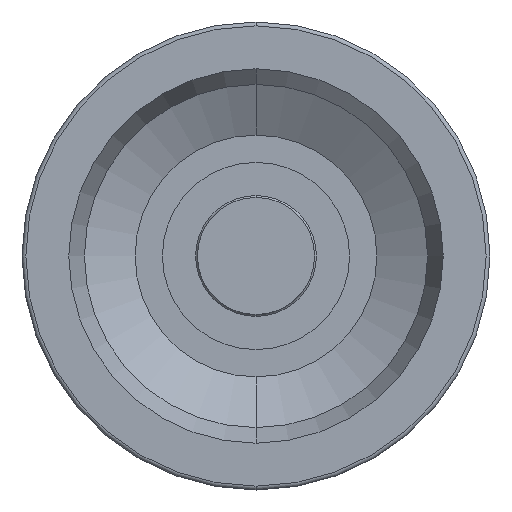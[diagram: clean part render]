
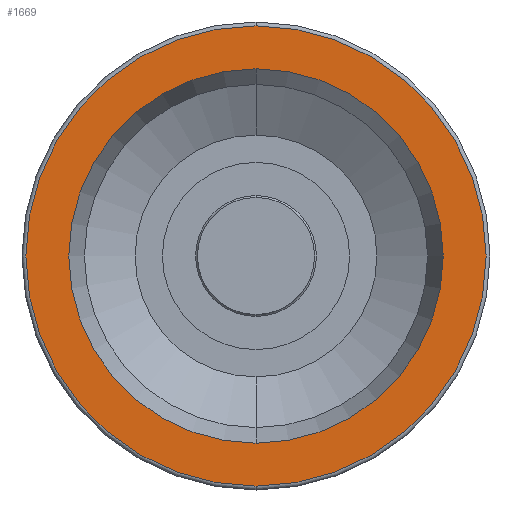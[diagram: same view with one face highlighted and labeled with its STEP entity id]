
A CAD part, front view. The second image highlights one B-rep face of the part: STEP entity #1669.
In plain terms, the highlighted planar face has unit normal (0, -1, 0).
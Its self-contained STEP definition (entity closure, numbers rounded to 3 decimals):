
#6 = FACE_BOUND ( 'NONE', #1674, .T. ) ;
#7 = FACE_OUTER_BOUND ( 'NONE', #1670, .T. ) ;
#8 = DIRECTION ( 'NONE',  ( 0., 0., -1. ) ) ;
#9 = DIRECTION ( 'NONE',  ( 0., -1., 0. ) ) ;
#10 = CARTESIAN_POINT ( 'NONE',  ( -30., 0., 0. ) ) ;
#11 = AXIS2_PLACEMENT_3D ( 'NONE', #10, #9, #8 ) ;
#16 = PLANE ( 'NONE',  #11 ) ;
#17 = CARTESIAN_POINT ( 'NONE',  ( 0., 0., 0. ) ) ;
#19 = DIRECTION ( 'NONE',  ( 0., 0., -1. ) ) ;
#20 = DIRECTION ( 'NONE',  ( 0., -1., 0. ) ) ;
#21 = AXIS2_PLACEMENT_3D ( 'NONE', #17, #20, #19 ) ;
#22 = CIRCLE ( 'NONE', #21, 29.5 ) ;
#107 = CARTESIAN_POINT ( 'NONE',  ( 0., 0., 29.5 ) ) ;
#693 = DIRECTION ( 'NONE',  ( 0., 0., 1. ) ) ;
#694 = DIRECTION ( 'NONE',  ( 0., 1., 0. ) ) ;
#695 = CARTESIAN_POINT ( 'NONE',  ( 0., 0., 0. ) ) ;
#696 = AXIS2_PLACEMENT_3D ( 'NONE', #695, #694, #693 ) ;
#697 = CIRCLE ( 'NONE', #696, 24. ) ;
#698 = CARTESIAN_POINT ( 'NONE',  ( 0., 0., -29.5 ) ) ;
#699 = DIRECTION ( 'NONE',  ( 0., 0., -1. ) ) ;
#700 = DIRECTION ( 'NONE',  ( 0., -1., 0. ) ) ;
#701 = CARTESIAN_POINT ( 'NONE',  ( 0., 0., 0. ) ) ;
#702 = AXIS2_PLACEMENT_3D ( 'NONE', #701, #700, #699 ) ;
#703 = CIRCLE ( 'NONE', #702, 29.5 ) ;
#736 = DIRECTION ( 'NONE',  ( 0., 0., 1. ) ) ;
#737 = DIRECTION ( 'NONE',  ( 0., 1., 0. ) ) ;
#738 = CARTESIAN_POINT ( 'NONE',  ( 0., 0., 0. ) ) ;
#739 = AXIS2_PLACEMENT_3D ( 'NONE', #738, #737, #736 ) ;
#740 = CIRCLE ( 'NONE', #739, 24. ) ;
#753 = CARTESIAN_POINT ( 'NONE',  ( 0., 0., -24. ) ) ;
#895 = CARTESIAN_POINT ( 'NONE',  ( 0., 0., 24. ) ) ;
#1605 = VERTEX_POINT ( 'NONE', #895 ) ;
#1640 = EDGE_CURVE ( 'NONE', #1641, #1727, #703, .T. ) ;
#1641 = VERTEX_POINT ( 'NONE', #698 ) ;
#1642 = EDGE_CURVE ( 'NONE', #1643, #1605, #697, .T. ) ;
#1643 = VERTEX_POINT ( 'NONE', #753 ) ;
#1666 = EDGE_CURVE ( 'NONE', #1605, #1643, #740, .T. ) ;
#1669 = ADVANCED_FACE ( 'NONE', ( #7, #6 ), #16, .T. ) ;
#1670 = EDGE_LOOP ( 'NONE', ( #1671, #1672 ) ) ;
#1671 = ORIENTED_EDGE ( 'NONE', *, *, #1640, .T. ) ;
#1672 = ORIENTED_EDGE ( 'NONE', *, *, #1673, .T. ) ;
#1673 = EDGE_CURVE ( 'NONE', #1727, #1641, #22, .T. ) ;
#1674 = EDGE_LOOP ( 'NONE', ( #1675, #1676 ) ) ;
#1675 = ORIENTED_EDGE ( 'NONE', *, *, #1642, .T. ) ;
#1676 = ORIENTED_EDGE ( 'NONE', *, *, #1666, .T. ) ;
#1727 = VERTEX_POINT ( 'NONE', #107 ) ;
